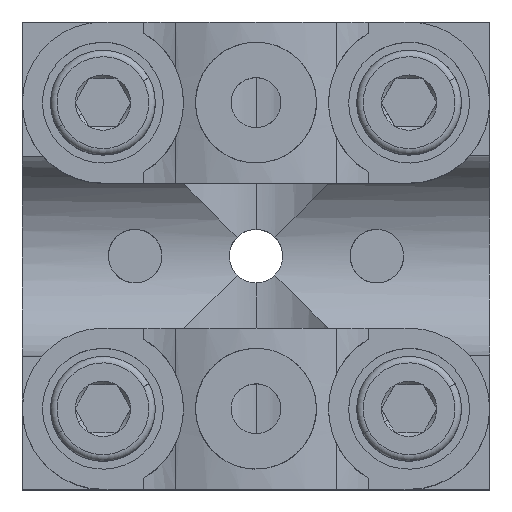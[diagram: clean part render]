
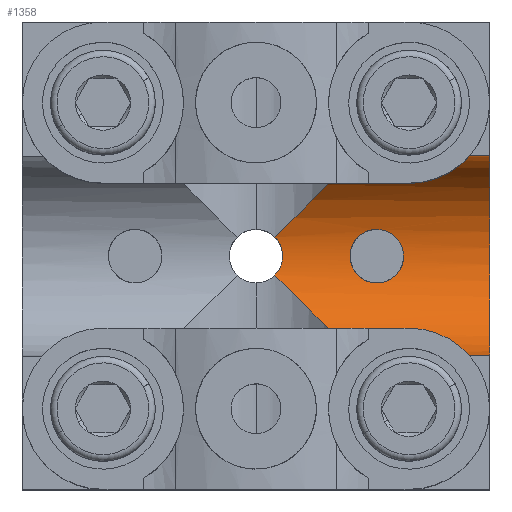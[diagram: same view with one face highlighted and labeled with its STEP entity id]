
A CAD part, top view. The second image highlights one B-rep face of the part: STEP entity #1358.
In plain terms, the highlighted cylindrical face has radius 12.5 mm (diameter 25 mm), a partial arc.
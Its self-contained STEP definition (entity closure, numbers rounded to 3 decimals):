
#200=AXIS2_PLACEMENT_3D('Cylinder Axis2P3D',#197,#198,#199) ;
#1340=AXIS2_PLACEMENT_3D('Circle Axis2P3D',#1338,#1339,$) ;
#87=CARTESIAN_POINT('Control Point',(2.35,2.35,47.723)) ;
#88=CARTESIAN_POINT('Control Point',(2.573,2.127,47.68)) ;
#89=CARTESIAN_POINT('Control Point',(2.765,1.871,47.638)) ;
#90=CARTESIAN_POINT('Control Point',(2.917,1.593,47.602)) ;
#91=CARTESIAN_POINT('Vertex',(2.35,2.35,47.723)) ;
#93=CARTESIAN_POINT('Vertex',(2.917,1.593,47.602)) ;
#175=CARTESIAN_POINT('Vertex',(2.35,-2.35,47.723)) ;
#179=CARTESIAN_POINT('Control Point',(2.35,-2.35,47.723)) ;
#180=CARTESIAN_POINT('Control Point',(2.951,-1.749,47.608)) ;
#181=CARTESIAN_POINT('Control Point',(3.362,-0.958,47.493)) ;
#182=CARTESIAN_POINT('Control Point',(3.499,-0.038,47.448)) ;
#183=CARTESIAN_POINT('Control Point',(3.325,0.846,47.506)) ;
#184=CARTESIAN_POINT('Control Point',(2.917,1.593,47.602)) ;
#197=CARTESIAN_POINT('Axis2P3D Location',(0.,0.,60.)) ;
#335=CARTESIAN_POINT('Control Point',(2.35,2.35,47.723)) ;
#336=CARTESIAN_POINT('Control Point',(2.56,2.56,47.763)) ;
#337=CARTESIAN_POINT('Control Point',(2.781,2.781,47.81)) ;
#338=CARTESIAN_POINT('Control Point',(2.994,2.994,47.861)) ;
#339=CARTESIAN_POINT('Control Point',(3.422,3.422,47.973)) ;
#340=CARTESIAN_POINT('Control Point',(3.848,3.848,48.104)) ;
#341=CARTESIAN_POINT('Control Point',(4.061,4.061,48.175)) ;
#342=CARTESIAN_POINT('Control Point',(4.695,4.695,48.402)) ;
#343=CARTESIAN_POINT('Control Point',(5.32,5.32,48.675)) ;
#344=CARTESIAN_POINT('Control Point',(5.733,5.733,48.878)) ;
#345=CARTESIAN_POINT('Control Point',(6.953,6.953,49.549)) ;
#346=CARTESIAN_POINT('Control Point',(8.115,8.115,50.418)) ;
#347=CARTESIAN_POINT('Control Point',(8.853,8.853,51.088)) ;
#348=CARTESIAN_POINT('Control Point',(10.46,10.46,52.877)) ;
#349=CARTESIAN_POINT('Control Point',(11.692,11.692,55.203)) ;
#350=CARTESIAN_POINT('Control Point',(12.231,12.231,56.717)) ;
#351=CARTESIAN_POINT('Control Point',(12.5,12.5,58.359)) ;
#352=CARTESIAN_POINT('Control Point',(12.5,12.5,60.)) ;
#353=CARTESIAN_POINT('Vertex',(12.5,12.5,60.)) ;
#507=CARTESIAN_POINT('Line Origine',(20.75,12.5,60.)) ;
#511=CARTESIAN_POINT('Vertex',(29.,12.5,60.)) ;
#713=CARTESIAN_POINT('Vertex',(11.677,0.,47.5)) ;
#722=CARTESIAN_POINT('Vertex',(17.917,1.593,47.602)) ;
#726=CARTESIAN_POINT('Control Point',(17.917,1.593,47.602)) ;
#727=CARTESIAN_POINT('Control Point',(17.744,1.91,47.643)) ;
#728=CARTESIAN_POINT('Control Point',(17.528,2.203,47.691)) ;
#729=CARTESIAN_POINT('Control Point',(17.274,2.464,47.742)) ;
#730=CARTESIAN_POINT('Control Point',(16.477,3.088,47.879)) ;
#731=CARTESIAN_POINT('Control Point',(15.483,3.386,47.967)) ;
#732=CARTESIAN_POINT('Control Point',(14.805,3.415,47.976)) ;
#733=CARTESIAN_POINT('Control Point',(13.396,3.118,47.885)) ;
#734=CARTESIAN_POINT('Control Point',(12.313,2.168,47.671)) ;
#735=CARTESIAN_POINT('Control Point',(11.89,1.505,47.557)) ;
#736=CARTESIAN_POINT('Control Point',(11.676,0.753,47.5)) ;
#737=CARTESIAN_POINT('Control Point',(11.677,0.,47.5)) ;
#753=CARTESIAN_POINT('Control Point',(11.677,0.,47.5)) ;
#754=CARTESIAN_POINT('Control Point',(11.677,-0.555,47.5)) ;
#755=CARTESIAN_POINT('Control Point',(11.819,-1.109,47.54)) ;
#756=CARTESIAN_POINT('Control Point',(12.083,-1.593,47.602)) ;
#757=CARTESIAN_POINT('Vertex',(12.083,-1.593,47.602)) ;
#775=CARTESIAN_POINT('Vertex',(18.323,0.,47.5)) ;
#779=CARTESIAN_POINT('Control Point',(12.083,-1.593,47.602)) ;
#780=CARTESIAN_POINT('Control Point',(12.256,-1.91,47.643)) ;
#781=CARTESIAN_POINT('Control Point',(12.472,-2.203,47.691)) ;
#782=CARTESIAN_POINT('Control Point',(12.726,-2.464,47.742)) ;
#783=CARTESIAN_POINT('Control Point',(13.523,-3.088,47.879)) ;
#784=CARTESIAN_POINT('Control Point',(14.517,-3.386,47.967)) ;
#785=CARTESIAN_POINT('Control Point',(15.195,-3.415,47.976)) ;
#786=CARTESIAN_POINT('Control Point',(16.604,-3.118,47.885)) ;
#787=CARTESIAN_POINT('Control Point',(17.687,-2.168,47.671)) ;
#788=CARTESIAN_POINT('Control Point',(18.11,-1.505,47.557)) ;
#789=CARTESIAN_POINT('Control Point',(18.324,-0.753,47.5)) ;
#790=CARTESIAN_POINT('Control Point',(18.323,0.,47.5)) ;
#804=CARTESIAN_POINT('Control Point',(18.323,0.,47.5)) ;
#805=CARTESIAN_POINT('Control Point',(18.323,0.555,47.5)) ;
#806=CARTESIAN_POINT('Control Point',(18.181,1.109,47.54)) ;
#807=CARTESIAN_POINT('Control Point',(17.917,1.593,47.602)) ;
#820=CARTESIAN_POINT('Line Origine',(20.669,-12.339,58.)) ;
#824=CARTESIAN_POINT('Vertex',(29.,-12.339,58.)) ;
#826=CARTESIAN_POINT('Vertex',(12.339,-12.339,58.)) ;
#1311=CARTESIAN_POINT('Control Point',(2.35,-2.35,47.723)) ;
#1312=CARTESIAN_POINT('Control Point',(2.56,-2.56,47.763)) ;
#1313=CARTESIAN_POINT('Control Point',(2.781,-2.781,47.81)) ;
#1314=CARTESIAN_POINT('Control Point',(2.994,-2.994,47.861)) ;
#1315=CARTESIAN_POINT('Control Point',(3.422,-3.422,47.973)) ;
#1316=CARTESIAN_POINT('Control Point',(3.848,-3.848,48.104)) ;
#1317=CARTESIAN_POINT('Control Point',(4.061,-4.061,48.175)) ;
#1318=CARTESIAN_POINT('Control Point',(4.695,-4.695,48.402)) ;
#1319=CARTESIAN_POINT('Control Point',(5.32,-5.32,48.675)) ;
#1320=CARTESIAN_POINT('Control Point',(5.733,-5.733,48.878)) ;
#1321=CARTESIAN_POINT('Control Point',(6.953,-6.953,49.549)) ;
#1322=CARTESIAN_POINT('Control Point',(8.115,-8.115,50.418)) ;
#1323=CARTESIAN_POINT('Control Point',(8.853,-8.853,51.088)) ;
#1324=CARTESIAN_POINT('Control Point',(10.234,-10.234,52.626)) ;
#1325=CARTESIAN_POINT('Control Point',(11.339,-11.339,54.56)) ;
#1326=CARTESIAN_POINT('Control Point',(11.804,-11.804,55.633)) ;
#1327=CARTESIAN_POINT('Control Point',(12.143,-12.143,56.793)) ;
#1328=CARTESIAN_POINT('Control Point',(12.339,-12.339,58.)) ;
#1338=CARTESIAN_POINT('Axis2P3D Location',(29.,0.,60.)) ;
#198=DIRECTION('Axis2P3D Direction',(1.,0.,0.)) ;
#199=DIRECTION('Axis2P3D XDirection',(0.,-1.,0.)) ;
#508=DIRECTION('Vector Direction',(1.,0.,0.)) ;
#821=DIRECTION('Vector Direction',(-1.,0.,0.)) ;
#1339=DIRECTION('Axis2P3D Direction',(1.,0.,0.)) ;
#509=VECTOR('Line Direction',#508,1.) ;
#822=VECTOR('Line Direction',#821,1.) ;
#1344=ORIENTED_EDGE('',*,*,#1329,.T.) ;
#1345=ORIENTED_EDGE('',*,*,#828,.F.) ;
#1346=ORIENTED_EDGE('',*,*,#1342,.F.) ;
#1347=ORIENTED_EDGE('',*,*,#513,.F.) ;
#1348=ORIENTED_EDGE('',*,*,#355,.F.) ;
#1349=ORIENTED_EDGE('',*,*,#95,.T.) ;
#1350=ORIENTED_EDGE('',*,*,#185,.F.) ;
#1353=ORIENTED_EDGE('',*,*,#738,.F.) ;
#1354=ORIENTED_EDGE('',*,*,#808,.F.) ;
#1355=ORIENTED_EDGE('',*,*,#791,.F.) ;
#1356=ORIENTED_EDGE('',*,*,#759,.F.) ;
#1357=FACE_BOUND('',#1352,.T.) ;
#1358=ADVANCED_FACE('TOS_044_SET_457661_01',(#1351,#1357),#201,.F.) ;
#86=B_SPLINE_CURVE_WITH_KNOTS('',3,(#87,#88,#89,#90),.UNSPECIFIED.,.F.,.U.,(4,4),(0.442,1.794),.UNSPECIFIED.) ;
#178=B_SPLINE_CURVE_WITH_KNOTS('',5,(#179,#180,#181,#182,#183,#184),.UNSPECIFIED.,.F.,.U.,(6,6),(0.442,6.505),.UNSPECIFIED.) ;
#334=B_SPLINE_CURVE_WITH_KNOTS('',5,(#335,#336,#337,#338,#339,#340,#341,#342,#343,#344,#345,#346,#347,#348,#349,#350,#351,#352),.UNSPECIFIED.,.F.,.U.,(6,3,3,3,3,6),(5.665,7.844,10.023,14.381,23.097,34.702),.UNSPECIFIED.) ;
#725=B_SPLINE_CURVE_WITH_KNOTS('',5,(#726,#727,#728,#729,#730,#731,#732,#733,#734,#735,#736,#737),.UNSPECIFIED.,.F.,.U.,(6,3,3,6),(0.,2.569,7.155,12.477),.UNSPECIFIED.) ;
#752=B_SPLINE_CURVE_WITH_KNOTS('',3,(#753,#754,#755,#756),.UNSPECIFIED.,.F.,.U.,(4,4),(12.477,14.832),.UNSPECIFIED.) ;
#778=B_SPLINE_CURVE_WITH_KNOTS('',5,(#779,#780,#781,#782,#783,#784,#785,#786,#787,#788,#789,#790),.UNSPECIFIED.,.F.,.U.,(6,3,3,6),(0.,2.569,7.155,12.477),.UNSPECIFIED.) ;
#803=B_SPLINE_CURVE_WITH_KNOTS('',3,(#804,#805,#806,#807),.UNSPECIFIED.,.F.,.U.,(4,4),(12.477,14.832),.UNSPECIFIED.) ;
#1310=B_SPLINE_CURVE_WITH_KNOTS('',5,(#1311,#1312,#1313,#1314,#1315,#1316,#1317,#1318,#1319,#1320,#1321,#1322,#1323,#1324,#1325,#1326,#1327,#1328),.UNSPECIFIED.,.F.,.U.,(6,3,3,3,3,6),(5.665,7.844,10.023,14.381,23.097,31.85),.UNSPECIFIED.) ;
#1341=CIRCLE('generated circle',#1340,12.5) ;
#201=CYLINDRICAL_SURFACE('generated cylinder',#200,12.5) ;
#95=EDGE_CURVE('',#92,#94,#86,.T.) ;
#185=EDGE_CURVE('',#176,#94,#178,.T.) ;
#355=EDGE_CURVE('',#92,#354,#334,.T.) ;
#513=EDGE_CURVE('',#354,#512,#510,.T.) ;
#738=EDGE_CURVE('',#723,#714,#725,.T.) ;
#759=EDGE_CURVE('',#714,#758,#752,.T.) ;
#791=EDGE_CURVE('',#758,#776,#778,.T.) ;
#808=EDGE_CURVE('',#776,#723,#803,.T.) ;
#828=EDGE_CURVE('',#825,#827,#823,.T.) ;
#1329=EDGE_CURVE('',#176,#827,#1310,.T.) ;
#1342=EDGE_CURVE('',#512,#825,#1341,.F.) ;
#1343=EDGE_LOOP('',(#1344,#1345,#1346,#1347,#1348,#1349,#1350)) ;
#1352=EDGE_LOOP('',(#1353,#1354,#1355,#1356)) ;
#1351=FACE_OUTER_BOUND('',#1343,.T.) ;
#510=LINE('Line',#507,#509) ;
#823=LINE('Line',#820,#822) ;
#92=VERTEX_POINT('',#91) ;
#94=VERTEX_POINT('',#93) ;
#176=VERTEX_POINT('',#175) ;
#354=VERTEX_POINT('',#353) ;
#512=VERTEX_POINT('',#511) ;
#714=VERTEX_POINT('',#713) ;
#723=VERTEX_POINT('',#722) ;
#758=VERTEX_POINT('',#757) ;
#776=VERTEX_POINT('',#775) ;
#825=VERTEX_POINT('',#824) ;
#827=VERTEX_POINT('',#826) ;
